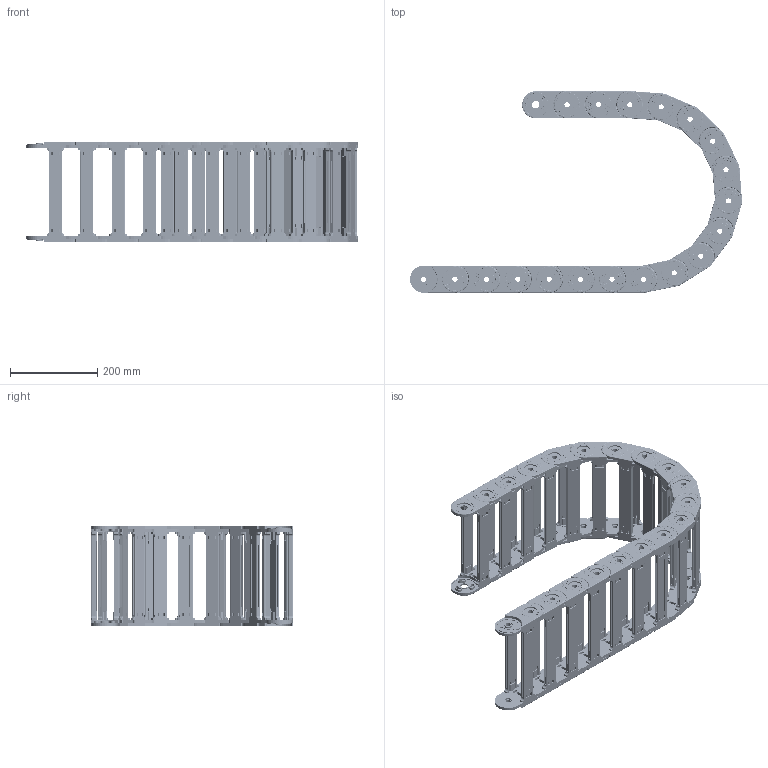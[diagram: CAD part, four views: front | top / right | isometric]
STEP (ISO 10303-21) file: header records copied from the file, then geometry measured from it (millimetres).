
FILE_DESCRIPTION (( 'STEP AP214' ), '1' );
FILE_NAME ('CK40-A200-R200.STEP', '2019-09-06T14:47:19', ( '' ), ( '' ), 'SwSTEP 2.0', 'SolidWorks 2017', '' );
FILE_SCHEMA (( 'AUTOMOTIVE_DESIGN' ));
Length unit declared in the file: millimetre
Products named in the file (2): CK40-A200; CK40-A200-R200
Assembly tree (19 placements, depth 2):
  CK40-A200-R200
    CK40-A200  x19
Bounding box: 760.88 x 462 x 229.4 mm (x, y, z)
Volume: 3532595.3 mm3; surface area: 2100221.1 mm2
Topology: 76 solids, 190 shells, 18468 faces, 47386 edges, 30628 vertices
Faces by surface type: plane 7828, cylinder 6384, bspline 1976, torus 1900, sphere 380
Entity records: 35321 total; most frequent: CARTESIAN_POINT 11404, DIRECTION 4976, ORIENTED_EDGE 4968, EDGE_CURVE 2484, AXIS2_PLACEMENT_3D 1812, VERTEX_POINT 1612, LINE 1352, VECTOR 1352
